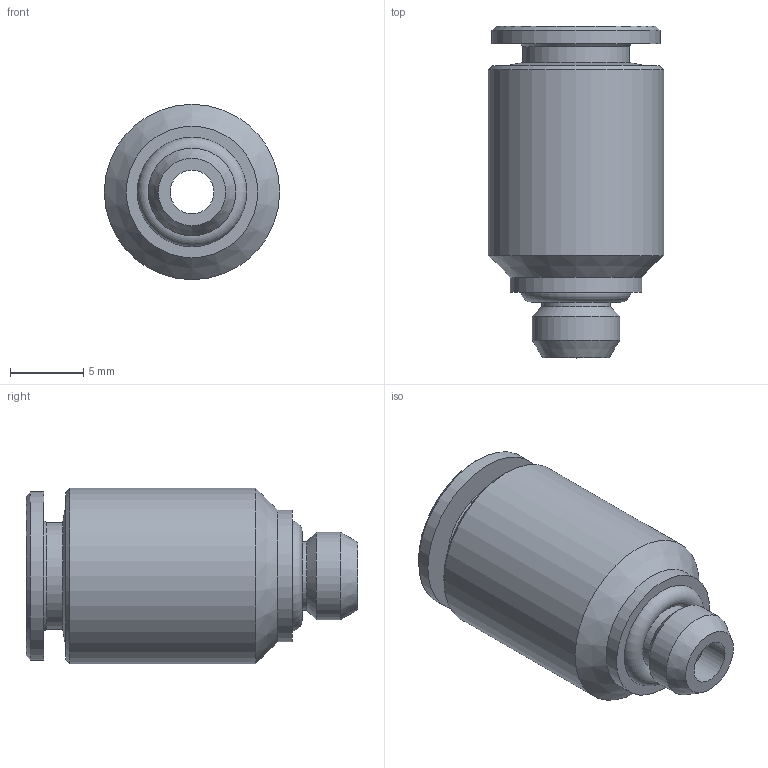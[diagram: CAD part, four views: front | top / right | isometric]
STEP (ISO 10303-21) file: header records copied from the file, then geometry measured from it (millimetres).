
FILE_DESCRIPTION(/* description */ ('STEP AP214'),/* implementation_level */ '2;1');
FILE_NAME(/* name */ 'A0020130',/* time_stamp */ '2023-04-06T13:35:33+02:00',/* author */ ('License CC BY-ND 4.0'),/* organization */ ('CADENAS'),/* preprocessor_version */ 'ST-DEVELOPER v19.3',/* originating_system */ 'PARTsolutions',/* authorisation */ ' ');
FILE_SCHEMA (('AUTOMOTIVE_DESIGN {1 0 10303 214 3 1 1}'));
Length unit declared in the file: millimetre
Products named in the file (1): A0020130
Bounding box: 12 x 22.7 x 12 mm (x, y, z)
Volume: 1435.4 mm3; surface area: 1389 mm2
Topology: 1 solids, 1 shells, 35 faces, 73 edges, 43 vertices
Faces by surface type: plane 17, cone 9, cylinder 8, torus 1
Full cylindrical faces by diameter (mm): 3 x1, 4.7 x1, 6 x1, 6.15 x1, 7.3 x1, 9 x1, 11.5 x1, 12 x1
Entity records: 1087 total; most frequent: CARTESIAN_POINT 152, DIRECTION 146, ORIENTED_EDGE 104, AXIS2_PLACEMENT_3D 64, EDGE_LOOP 58, FACE_BOUND 58, EDGE_CURVE 52, VERTEX_POINT 40
